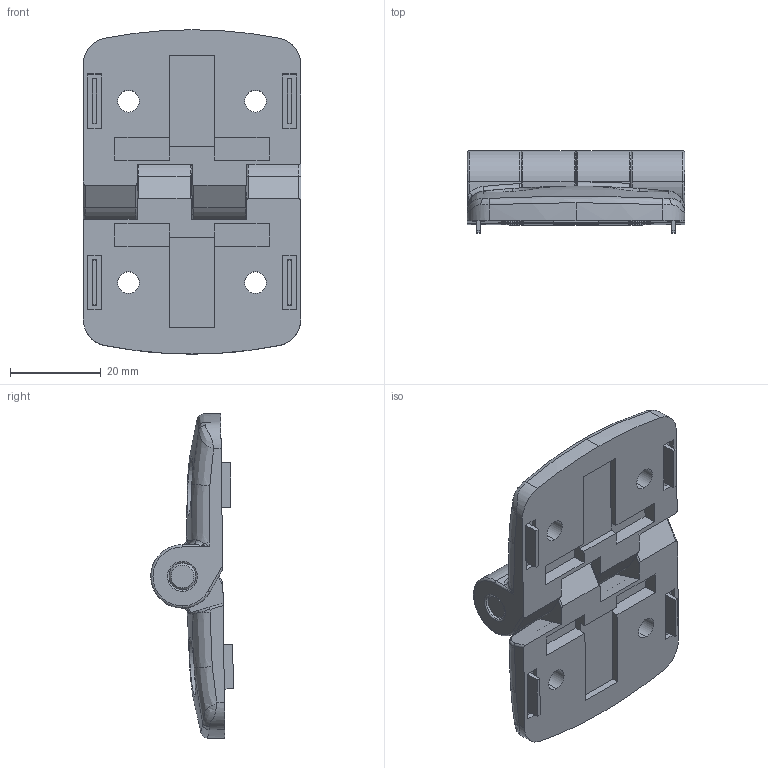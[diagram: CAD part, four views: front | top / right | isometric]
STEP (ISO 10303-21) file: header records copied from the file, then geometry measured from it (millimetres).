
FILE_DESCRIPTION (( 'STEP AP214' ), '1' );
FILE_NAME ('095k3535f10.STEP', '2014-08-13T11:38:39', ( '' ), ( '' ), 'SwSTEP 2.0', 'SolidWorks 2014', '' );
FILE_SCHEMA (( 'AUTOMOTIVE_DESIGN' ));
Length unit declared in the file: millimetre
Products named in the file (3): 095k-02; 095k35f00s01_F00; 095k3535f10
Assembly tree (3 placements, depth 2):
  095k3535f10
    095k35f00s01_F00  x2
    095k-02
Bounding box: 48 x 18.22 x 71.54 mm (x, y, z)
Volume: 23702.5 mm3; surface area: 12804.8 mm2
Topology: 3 solids, 3 shells, 247 faces, 618 edges, 382 vertices
Faces by surface type: plane 103, cylinder 64, bspline 46, torus 22, cone 12
Entity records: 5012 total; most frequent: CARTESIAN_POINT 2029, ORIENTED_EDGE 632, DIRECTION 548, EDGE_CURVE 316, VERTEX_POINT 197, AXIS2_PLACEMENT_3D 196, VECTOR 156, LINE 156
